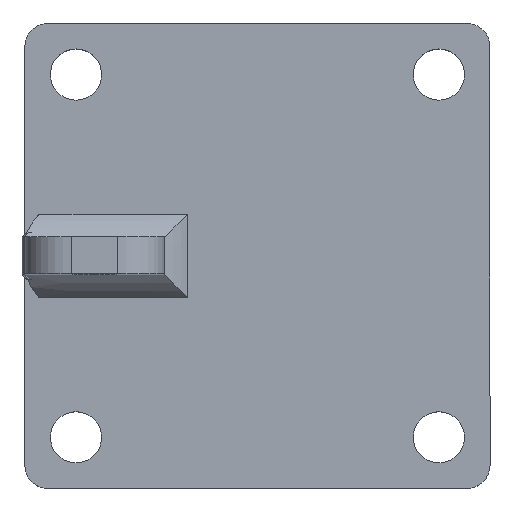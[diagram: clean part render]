
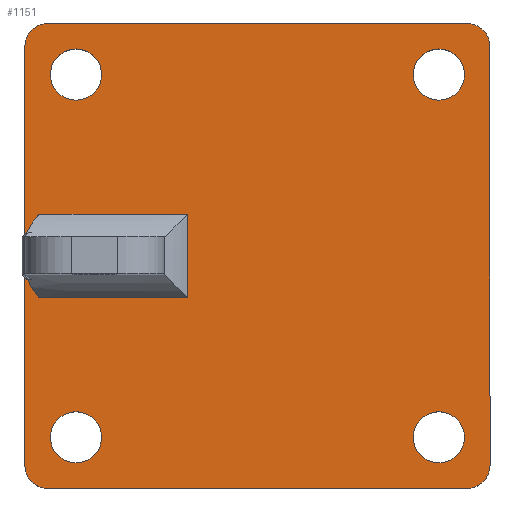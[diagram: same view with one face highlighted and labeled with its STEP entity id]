
A CAD part, top view. The second image highlights one B-rep face of the part: STEP entity #1151.
In plain terms, the highlighted planar face has unit normal (0, 0, 1).
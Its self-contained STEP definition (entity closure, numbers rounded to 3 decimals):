
#5 = EDGE_CURVE ( 'NONE', #448, #1625, #1545, .T. ) ;
#53 = VERTEX_POINT ( 'NONE', #188 ) ;
#66 = DIRECTION ( 'NONE',  ( -1., 0., 0. ) ) ;
#69 = VERTEX_POINT ( 'NONE', #1366 ) ;
#85 = CARTESIAN_POINT ( 'NONE',  ( 50., 45., 8. ) ) ;
#99 = LINE ( 'NONE', #535, #597 ) ;
#108 = EDGE_CURVE ( 'NONE', #1364, #1936, #855, .T. ) ;
#111 = CARTESIAN_POINT ( 'NONE',  ( -44.5, 39., 8. ) ) ;
#126 = CARTESIAN_POINT ( 'NONE',  ( -39., -39., 8. ) ) ;
#128 = AXIS2_PLACEMENT_3D ( 'NONE', #2167, #2193, #2405 ) ;
#136 = VECTOR ( 'NONE', #2260, 1000. ) ;
#143 = CIRCLE ( 'NONE', #1753, 5. ) ;
#172 = FACE_BOUND ( 'NONE', #2670, .T. ) ;
#179 = EDGE_LOOP ( 'NONE', ( #1284, #212, #1432, #1200, #668, #2543, #2484, #2255 ) ) ;
#180 = VERTEX_POINT ( 'NONE', #1592 ) ;
#188 = CARTESIAN_POINT ( 'NONE',  ( 45., 50., 8. ) ) ;
#203 = EDGE_CURVE ( 'NONE', #2570, #69, #693, .T. ) ;
#206 = VECTOR ( 'NONE', #1406, 1000. ) ;
#209 = DIRECTION ( 'NONE',  ( 1., 0., 0. ) ) ;
#212 = ORIENTED_EDGE ( 'NONE', *, *, #1184, .T. ) ;
#221 = CARTESIAN_POINT ( 'NONE',  ( -33.5, 39., 8. ) ) ;
#249 = ORIENTED_EDGE ( 'NONE', *, *, #1012, .T. ) ;
#252 = AXIS2_PLACEMENT_3D ( 'NONE', #757, #982, #2431 ) ;
#306 = EDGE_CURVE ( 'NONE', #1583, #2702, #143, .T. ) ;
#367 = CARTESIAN_POINT ( 'NONE',  ( 39., -39., 8. ) ) ;
#379 = AXIS2_PLACEMENT_3D ( 'NONE', #126, #1466, #2690 ) ;
#432 = DIRECTION ( 'NONE',  ( 0., 0., 1. ) ) ;
#448 = VERTEX_POINT ( 'NONE', #1045 ) ;
#482 = VERTEX_POINT ( 'NONE', #1528 ) ;
#519 = PLANE ( 'NONE',  #128 ) ;
#535 = CARTESIAN_POINT ( 'NONE',  ( -50., 45., 8. ) ) ;
#564 = CARTESIAN_POINT ( 'NONE',  ( 44.5, -39., 8. ) ) ;
#570 = DIRECTION ( 'NONE',  ( 1., 0., 0. ) ) ;
#597 = VECTOR ( 'NONE', #2208, 1000. ) ;
#668 = ORIENTED_EDGE ( 'NONE', *, *, #1687, .T. ) ;
#691 = DIRECTION ( 'NONE',  ( 0., 0., -1. ) ) ;
#693 = LINE ( 'NONE', #1570, #2316 ) ;
#757 = CARTESIAN_POINT ( 'NONE',  ( -45., -45., 8. ) ) ;
#772 = CIRCLE ( 'NONE', #1242, 5.5 ) ;
#794 = CARTESIAN_POINT ( 'NONE',  ( 39., -39., 8. ) ) ;
#796 = AXIS2_PLACEMENT_3D ( 'NONE', #1042, #892, #1143 ) ;
#836 = CARTESIAN_POINT ( 'NONE',  ( -50., 45., 8. ) ) ;
#837 = AXIS2_PLACEMENT_3D ( 'NONE', #794, #1013, #1239 ) ;
#855 = LINE ( 'NONE', #1421, #206 ) ;
#865 = VERTEX_POINT ( 'NONE', #221 ) ;
#878 = EDGE_CURVE ( 'NONE', #865, #1989, #1957, .T. ) ;
#892 = DIRECTION ( 'NONE',  ( 0., 0., 1. ) ) ;
#909 = CARTESIAN_POINT ( 'NONE',  ( 45., 45., 8. ) ) ;
#924 = EDGE_LOOP ( 'NONE', ( #1402, #1074 ) ) ;
#982 = DIRECTION ( 'NONE',  ( 0., 0., -1. ) ) ;
#1012 = EDGE_CURVE ( 'NONE', #1625, #448, #1982, .T. ) ;
#1013 = DIRECTION ( 'NONE',  ( 0., 0., 1. ) ) ;
#1019 = DIRECTION ( 'NONE',  ( 0., 0., -1. ) ) ;
#1040 = CARTESIAN_POINT ( 'NONE',  ( 39., 39., 8. ) ) ;
#1042 = CARTESIAN_POINT ( 'NONE',  ( 45., -45., 8. ) ) ;
#1045 = CARTESIAN_POINT ( 'NONE',  ( -44.5, -39., 8. ) ) ;
#1051 = DIRECTION ( 'NONE',  ( 0., 0., -1. ) ) ;
#1058 = DIRECTION ( 'NONE',  ( 1., 0., 0. ) ) ;
#1070 = DIRECTION ( 'NONE',  ( -1., 0., 0. ) ) ;
#1074 = ORIENTED_EDGE ( 'NONE', *, *, #1596, .T. ) ;
#1087 = EDGE_CURVE ( 'NONE', #2570, #53, #1865, .T. ) ;
#1098 = EDGE_CURVE ( 'NONE', #2355, #1211, #1325, .T. ) ;
#1104 = ORIENTED_EDGE ( 'NONE', *, *, #5, .T. ) ;
#1143 = DIRECTION ( 'NONE',  ( 1., 0., 0. ) ) ;
#1149 = CIRCLE ( 'NONE', #1970, 5.5 ) ;
#1151 = ADVANCED_FACE ( 'NONE', ( #2407, #172, #2347, #1799, #1265 ), #519, .F. ) ;
#1184 = EDGE_CURVE ( 'NONE', #1583, #180, #99, .T. ) ;
#1185 = DIRECTION ( 'NONE',  ( 0., 0., 1. ) ) ;
#1197 = CARTESIAN_POINT ( 'NONE',  ( -39., 39., 8. ) ) ;
#1200 = ORIENTED_EDGE ( 'NONE', *, *, #108, .F. ) ;
#1211 = VERTEX_POINT ( 'NONE', #2427 ) ;
#1239 = DIRECTION ( 'NONE',  ( 1., 0., 0. ) ) ;
#1242 = AXIS2_PLACEMENT_3D ( 'NONE', #1197, #1185, #1058 ) ;
#1245 = DIRECTION ( 'NONE',  ( -1., 0., 0. ) ) ;
#1265 = FACE_BOUND ( 'NONE', #1506, .T. ) ;
#1284 = ORIENTED_EDGE ( 'NONE', *, *, #306, .F. ) ;
#1300 = LINE ( 'NONE', #2271, #136 ) ;
#1325 = CIRCLE ( 'NONE', #2305, 5.5 ) ;
#1342 = DIRECTION ( 'NONE',  ( 1., 0., 0. ) ) ;
#1364 = VERTEX_POINT ( 'NONE', #1851 ) ;
#1366 = CARTESIAN_POINT ( 'NONE',  ( 50., -45., 8. ) ) ;
#1402 = ORIENTED_EDGE ( 'NONE', *, *, #1098, .T. ) ;
#1406 = DIRECTION ( 'NONE',  ( -1., 0., 0. ) ) ;
#1421 = CARTESIAN_POINT ( 'NONE',  ( 45., -50., 8. ) ) ;
#1432 = ORIENTED_EDGE ( 'NONE', *, *, #1997, .F. ) ;
#1466 = DIRECTION ( 'NONE',  ( 0., 0., -1. ) ) ;
#1492 = ORIENTED_EDGE ( 'NONE', *, *, #2051, .F. ) ;
#1506 = EDGE_LOOP ( 'NONE', ( #2092, #2537 ) ) ;
#1514 = ORIENTED_EDGE ( 'NONE', *, *, #2256, .F. ) ;
#1528 = CARTESIAN_POINT ( 'NONE',  ( 33.5, -39., 8. ) ) ;
#1539 = DIRECTION ( 'NONE',  ( 0., 0., 1. ) ) ;
#1540 = CIRCLE ( 'NONE', #2381, 5.5 ) ;
#1545 = CIRCLE ( 'NONE', #379, 5.5 ) ;
#1570 = CARTESIAN_POINT ( 'NONE',  ( 50., 45., 8. ) ) ;
#1583 = VERTEX_POINT ( 'NONE', #836 ) ;
#1592 = CARTESIAN_POINT ( 'NONE',  ( -50., -45., 8. ) ) ;
#1596 = EDGE_CURVE ( 'NONE', #1211, #2355, #1540, .T. ) ;
#1595 = CIRCLE ( 'NONE', #837, 5.5 ) ;
#1625 = VERTEX_POINT ( 'NONE', #2112 ) ;
#1639 = DIRECTION ( 'NONE',  ( 0., -1., 0. ) ) ;
#1652 = CARTESIAN_POINT ( 'NONE',  ( -45., -50., 8. ) ) ;
#1661 = CIRCLE ( 'NONE', #252, 5. ) ;
#1677 = EDGE_LOOP ( 'NONE', ( #1104, #249 ) ) ;
#1687 = EDGE_CURVE ( 'NONE', #1364, #69, #2437, .T. ) ;
#1698 = CARTESIAN_POINT ( 'NONE',  ( -39., 39., 8. ) ) ;
#1725 = EDGE_CURVE ( 'NONE', #1989, #865, #772, .T. ) ;
#1753 = AXIS2_PLACEMENT_3D ( 'NONE', #2226, #2233, #2239 ) ;
#1799 = FACE_BOUND ( 'NONE', #1677, .T. ) ;
#1820 = CARTESIAN_POINT ( 'NONE',  ( 33.5, 39., 8. ) ) ;
#1851 = CARTESIAN_POINT ( 'NONE',  ( 45., -50., 8. ) ) ;
#1852 = DIRECTION ( 'NONE',  ( 0., 0., 1. ) ) ;
#1865 = CIRCLE ( 'NONE', #2156, 5. ) ;
#1913 = EDGE_CURVE ( 'NONE', #2702, #53, #1300, .T. ) ;
#1936 = VERTEX_POINT ( 'NONE', #1652 ) ;
#1957 = CIRCLE ( 'NONE', #2357, 5.5 ) ;
#1970 = AXIS2_PLACEMENT_3D ( 'NONE', #367, #1852, #570 ) ;
#1982 = CIRCLE ( 'NONE', #2019, 5.5 ) ;
#1989 = VERTEX_POINT ( 'NONE', #111 ) ;
#1997 = EDGE_CURVE ( 'NONE', #1936, #180, #1661, .T. ) ;
#2019 = AXIS2_PLACEMENT_3D ( 'NONE', #2253, #1019, #1245 ) ;
#2051 = EDGE_CURVE ( 'NONE', #2212, #482, #1595, .T. ) ;
#2092 = ORIENTED_EDGE ( 'NONE', *, *, #1725, .F. ) ;
#2112 = CARTESIAN_POINT ( 'NONE',  ( -33.5, -39., 8. ) ) ;
#2156 = AXIS2_PLACEMENT_3D ( 'NONE', #909, #1539, #1342 ) ;
#2167 = CARTESIAN_POINT ( 'NONE',  ( -45., 45., 8. ) ) ;
#2193 = DIRECTION ( 'NONE',  ( 0., 0., -1. ) ) ;
#2208 = DIRECTION ( 'NONE',  ( 0., -1., 0. ) ) ;
#2212 = VERTEX_POINT ( 'NONE', #564 ) ;
#2226 = CARTESIAN_POINT ( 'NONE',  ( -45., 45., 8. ) ) ;
#2233 = DIRECTION ( 'NONE',  ( 0., 0., -1. ) ) ;
#2239 = DIRECTION ( 'NONE',  ( -1., 0., 0. ) ) ;
#2253 = CARTESIAN_POINT ( 'NONE',  ( -39., -39., 8. ) ) ;
#2255 = ORIENTED_EDGE ( 'NONE', *, *, #1913, .F. ) ;
#2256 = EDGE_CURVE ( 'NONE', #482, #2212, #1149, .T. ) ;
#2260 = DIRECTION ( 'NONE',  ( 1., 0., 0. ) ) ;
#2271 = CARTESIAN_POINT ( 'NONE',  ( -45., 50., 8. ) ) ;
#2305 = AXIS2_PLACEMENT_3D ( 'NONE', #2370, #691, #66 ) ;
#2316 = VECTOR ( 'NONE', #1639, 1000. ) ;
#2347 = FACE_OUTER_BOUND ( 'NONE', #179, .T. ) ;
#2355 = VERTEX_POINT ( 'NONE', #1820 ) ;
#2357 = AXIS2_PLACEMENT_3D ( 'NONE', #1698, #432, #209 ) ;
#2370 = CARTESIAN_POINT ( 'NONE',  ( 39., 39., 8. ) ) ;
#2381 = AXIS2_PLACEMENT_3D ( 'NONE', #1040, #1051, #1070 ) ;
#2405 = DIRECTION ( 'NONE',  ( -1., 0., 0. ) ) ;
#2407 = FACE_BOUND ( 'NONE', #924, .T. ) ;
#2427 = CARTESIAN_POINT ( 'NONE',  ( 44.5, 39., 8. ) ) ;
#2431 = DIRECTION ( 'NONE',  ( -1., 0., 0. ) ) ;
#2434 = CARTESIAN_POINT ( 'NONE',  ( -45., 50., 8. ) ) ;
#2437 = CIRCLE ( 'NONE', #796, 5. ) ;
#2484 = ORIENTED_EDGE ( 'NONE', *, *, #1087, .T. ) ;
#2537 = ORIENTED_EDGE ( 'NONE', *, *, #878, .F. ) ;
#2543 = ORIENTED_EDGE ( 'NONE', *, *, #203, .F. ) ;
#2570 = VERTEX_POINT ( 'NONE', #85 ) ;
#2670 = EDGE_LOOP ( 'NONE', ( #1514, #1492 ) ) ;
#2690 = DIRECTION ( 'NONE',  ( -1., 0., 0. ) ) ;
#2702 = VERTEX_POINT ( 'NONE', #2434 ) ;
